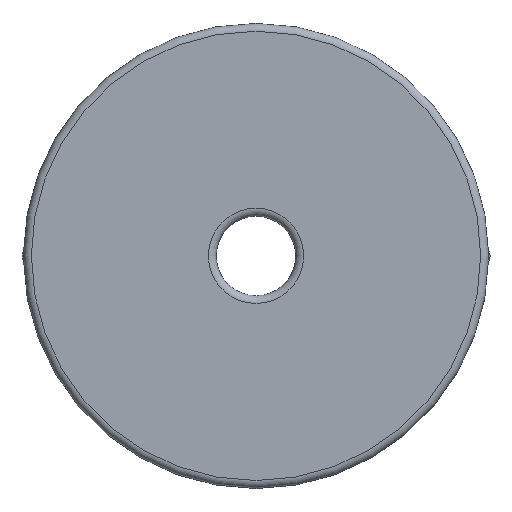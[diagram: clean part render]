
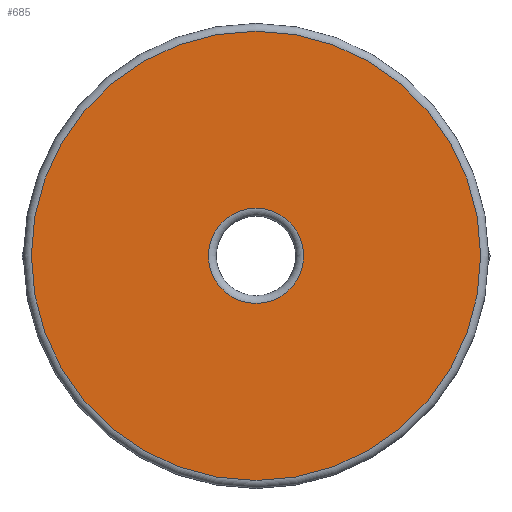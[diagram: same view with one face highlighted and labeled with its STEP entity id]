
A CAD part, top view. The second image highlights one B-rep face of the part: STEP entity #685.
In plain terms, the highlighted planar face has unit normal (0, 0, 1).
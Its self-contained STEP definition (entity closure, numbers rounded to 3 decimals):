
#13=DIRECTION('',(0.,0.,1.));
#27=DIRECTION('',(1.,0.,0.));
#30=DIRECTION('',(0.,0.,-1.));
#31=DIRECTION('',(-1.,0.,0.));
#649=VERTEX_POINT('',#650);
#650=CARTESIAN_POINT('',(28.8,0.,10.6));
#656=ORIENTED_EDGE('',*,*,#657,.F.);
#657=EDGE_CURVE('',#649,#649,#658,.T.);
#658=CIRCLE('',#659,14.4);
#659=AXIS2_PLACEMENT_3D('',#660,#13,#27);
#660=CARTESIAN_POINT('',(14.4,0.,10.6));
#673=VERTEX_POINT('',#674);
#674=CARTESIAN_POINT('',(17.45,0.,10.6));
#681=EDGE_CURVE('',#673,#673,#682,.T.);
#682=CIRCLE('',#659,3.05);
#685=ADVANCED_FACE('',(#686,#689),#691,.F.);
#686=FACE_BOUND('',#687,.F.);
#687=EDGE_LOOP('',(#688));
#688=ORIENTED_EDGE('',*,*,#681,.T.);
#689=FACE_BOUND('',#690,.F.);
#690=EDGE_LOOP('',(#656));
#691=PLANE('',#692);
#692=AXIS2_PLACEMENT_3D('',#693,#30,#31);
#693=CARTESIAN_POINT('',(29.3,0.,10.6));
